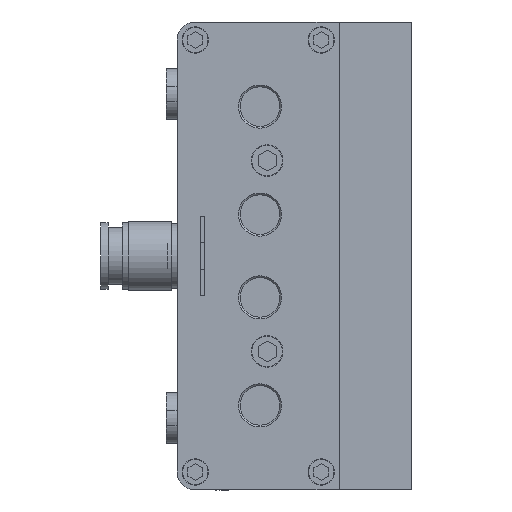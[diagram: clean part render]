
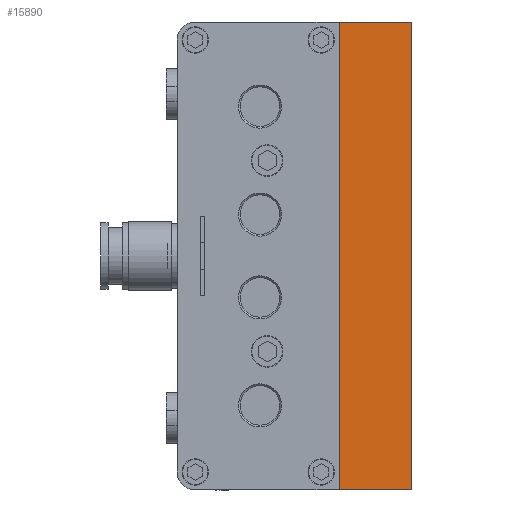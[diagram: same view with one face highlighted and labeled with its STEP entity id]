
A CAD part, left-side view. The second image highlights one B-rep face of the part: STEP entity #15890.
In plain terms, the highlighted planar face has unit normal (-1, 0, 0).
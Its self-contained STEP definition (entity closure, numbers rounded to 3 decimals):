
#569 = EDGE_LOOP ( 'NONE', ( #12269, #1583, #25519, #27365 ) ) ;
#1583 = ORIENTED_EDGE ( 'NONE', *, *, #34096, .F. ) ;
#5019 = VERTEX_POINT ( 'NONE', #6990 ) ;
#6703 = VECTOR ( 'NONE', #29814, 1000. ) ;
#6990 = CARTESIAN_POINT ( 'NONE',  ( -509., 0., -65. ) ) ;
#7045 = FACE_OUTER_BOUND ( 'NONE', #569, .T. ) ;
#8206 = VECTOR ( 'NONE', #13535, 1000. ) ;
#9231 = AXIS2_PLACEMENT_3D ( 'NONE', #24170, #36503, #10465 ) ;
#9463 = EDGE_CURVE ( 'NONE', #27348, #18857, #10310, .T. ) ;
#10310 = LINE ( 'NONE', #13344, #8206 ) ;
#10465 = DIRECTION ( 'NONE',  ( 0., 0., -1. ) ) ;
#10728 = VECTOR ( 'NONE', #36338, 1000. ) ;
#12115 = CARTESIAN_POINT ( 'NONE',  ( -509., -20., -65. ) ) ;
#12269 = ORIENTED_EDGE ( 'NONE', *, *, #27557, .T. ) ;
#12658 = VECTOR ( 'NONE', #14967, 1000. ) ;
#13344 = CARTESIAN_POINT ( 'NONE',  ( -509., -20., 65. ) ) ;
#13535 = DIRECTION ( 'NONE',  ( 0., 1., 0. ) ) ;
#14967 = DIRECTION ( 'NONE',  ( 0., 1., 0. ) ) ;
#15146 = LINE ( 'NONE', #12115, #12658 ) ;
#15890 = ADVANCED_FACE ( 'NONE', ( #7045 ), #19027, .F. ) ;
#17485 = VERTEX_POINT ( 'NONE', #24963 ) ;
#17839 = CARTESIAN_POINT ( 'NONE',  ( -509., -20., 65. ) ) ;
#18224 = CARTESIAN_POINT ( 'NONE',  ( -509., 0., 65. ) ) ;
#18857 = VERTEX_POINT ( 'NONE', #18224 ) ;
#19027 = PLANE ( 'NONE',  #9231 ) ;
#21026 = EDGE_CURVE ( 'NONE', #27348, #17485, #26767, .T. ) ;
#24170 = CARTESIAN_POINT ( 'NONE',  ( -509., -20., 65. ) ) ;
#24963 = CARTESIAN_POINT ( 'NONE',  ( -509., -20., -65. ) ) ;
#25519 = ORIENTED_EDGE ( 'NONE', *, *, #21026, .F. ) ;
#26767 = LINE ( 'NONE', #17839, #6703 ) ;
#27221 = LINE ( 'NONE', #35774, #10728 ) ;
#27348 = VERTEX_POINT ( 'NONE', #37178 ) ;
#27365 = ORIENTED_EDGE ( 'NONE', *, *, #9463, .T. ) ;
#27557 = EDGE_CURVE ( 'NONE', #18857, #5019, #27221, .T. ) ;
#29814 = DIRECTION ( 'NONE',  ( 0., 0., -1. ) ) ;
#34096 = EDGE_CURVE ( 'NONE', #17485, #5019, #15146, .T. ) ;
#35774 = CARTESIAN_POINT ( 'NONE',  ( -509., 0., 65. ) ) ;
#36338 = DIRECTION ( 'NONE',  ( 0., 0., -1. ) ) ;
#36503 = DIRECTION ( 'NONE',  ( 1., 0., 0. ) ) ;
#37178 = CARTESIAN_POINT ( 'NONE',  ( -509., -20., 65. ) ) ;
